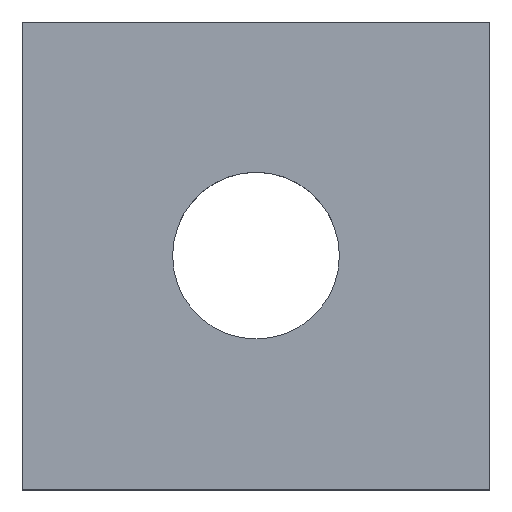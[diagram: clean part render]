
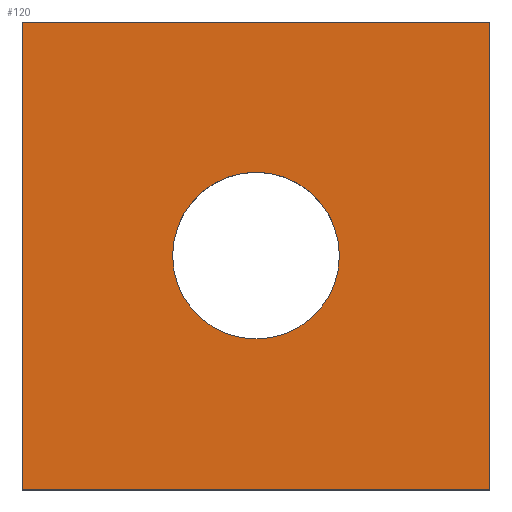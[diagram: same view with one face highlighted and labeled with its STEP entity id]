
A CAD part, top view. The second image highlights one B-rep face of the part: STEP entity #120.
In plain terms, the highlighted planar face has unit normal (0, 0, 1).
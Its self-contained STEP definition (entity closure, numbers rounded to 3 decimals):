
#8 = LINE ( 'NONE', #603, #681 ) ;
#17 = AXIS2_PLACEMENT_3D ( 'NONE', #72, #457, #134 ) ;
#72 = CARTESIAN_POINT ( 'NONE',  ( 0., 10., 0. ) ) ;
#73 = ORIENTED_EDGE ( 'NONE', *, *, #573, .T. ) ;
#91 = VERTEX_POINT ( 'NONE', #578 ) ;
#109 = VERTEX_POINT ( 'NONE', #346 ) ;
#120 = ADVANCED_FACE ( 'NONE', ( #538, #661 ), #412, .F. ) ;
#126 = CIRCLE ( 'NONE', #132, 3.57 ) ;
#132 = AXIS2_PLACEMENT_3D ( 'NONE', #602, #278, #651 ) ;
#134 = DIRECTION ( 'NONE',  ( 1., 0., 0. ) ) ;
#180 = AXIS2_PLACEMENT_3D ( 'NONE', #568, #233, #615 ) ;
#188 = DIRECTION ( 'NONE',  ( 0., -1., 0. ) ) ;
#191 = DIRECTION ( 'NONE',  ( -1., 0., 0. ) ) ;
#214 = DIRECTION ( 'NONE',  ( -1., 0., 0. ) ) ;
#233 = DIRECTION ( 'NONE',  ( 0., 0., -1. ) ) ;
#238 = DIRECTION ( 'NONE',  ( 0., -1., 0. ) ) ;
#241 = EDGE_CURVE ( 'NONE', #91, #666, #348, .T. ) ;
#249 = EDGE_CURVE ( 'NONE', #351, #527, #598, .T. ) ;
#254 = ORIENTED_EDGE ( 'NONE', *, *, #359, .F. ) ;
#259 = CARTESIAN_POINT ( 'NONE',  ( -10., 0., 0. ) ) ;
#263 = CARTESIAN_POINT ( 'NONE',  ( 10., 20., 0. ) ) ;
#278 = DIRECTION ( 'NONE',  ( 0., 0., 1. ) ) ;
#283 = EDGE_CURVE ( 'NONE', #109, #456, #126, .T. ) ;
#316 = EDGE_LOOP ( 'NONE', ( #534, #490 ) ) ;
#346 = CARTESIAN_POINT ( 'NONE',  ( -3.57, 10., 0. ) ) ;
#348 = LINE ( 'NONE', #459, #452 ) ;
#351 = VERTEX_POINT ( 'NONE', #263 ) ;
#356 = CIRCLE ( 'NONE', #17, 3.57 ) ;
#359 = EDGE_CURVE ( 'NONE', #527, #666, #438, .T. ) ;
#382 = CARTESIAN_POINT ( 'NONE',  ( 3.57, 10., 0. ) ) ;
#400 = EDGE_CURVE ( 'NONE', #456, #109, #356, .T. ) ;
#412 = PLANE ( 'NONE',  #180 ) ;
#430 = VECTOR ( 'NONE', #188, 1000. ) ;
#435 = CARTESIAN_POINT ( 'NONE',  ( 10., 0., 0. ) ) ;
#438 = LINE ( 'NONE', #621, #656 ) ;
#452 = VECTOR ( 'NONE', #238, 1000. ) ;
#456 = VERTEX_POINT ( 'NONE', #382 ) ;
#457 = DIRECTION ( 'NONE',  ( 0., 0., 1. ) ) ;
#459 = CARTESIAN_POINT ( 'NONE',  ( -10., 0., 0. ) ) ;
#482 = ORIENTED_EDGE ( 'NONE', *, *, #241, .T. ) ;
#490 = ORIENTED_EDGE ( 'NONE', *, *, #283, .F. ) ;
#512 = ORIENTED_EDGE ( 'NONE', *, *, #249, .F. ) ;
#527 = VERTEX_POINT ( 'NONE', #435 ) ;
#534 = ORIENTED_EDGE ( 'NONE', *, *, #400, .F. ) ;
#538 = FACE_BOUND ( 'NONE', #316, .T. ) ;
#546 = EDGE_LOOP ( 'NONE', ( #482, #254, #512, #73 ) ) ;
#568 = CARTESIAN_POINT ( 'NONE',  ( 10., 0., 0. ) ) ;
#572 = CARTESIAN_POINT ( 'NONE',  ( 10., 0., 0. ) ) ;
#573 = EDGE_CURVE ( 'NONE', #351, #91, #8, .T. ) ;
#578 = CARTESIAN_POINT ( 'NONE',  ( -10., 20., 0. ) ) ;
#598 = LINE ( 'NONE', #572, #430 ) ;
#602 = CARTESIAN_POINT ( 'NONE',  ( 0., 10., 0. ) ) ;
#603 = CARTESIAN_POINT ( 'NONE',  ( 10., 20., 0. ) ) ;
#615 = DIRECTION ( 'NONE',  ( -1., 0., 0. ) ) ;
#621 = CARTESIAN_POINT ( 'NONE',  ( 10., 0., 0. ) ) ;
#651 = DIRECTION ( 'NONE',  ( 1., 0., 0. ) ) ;
#656 = VECTOR ( 'NONE', #191, 1000. ) ;
#661 = FACE_OUTER_BOUND ( 'NONE', #546, .T. ) ;
#666 = VERTEX_POINT ( 'NONE', #259 ) ;
#681 = VECTOR ( 'NONE', #214, 1000. ) ;
